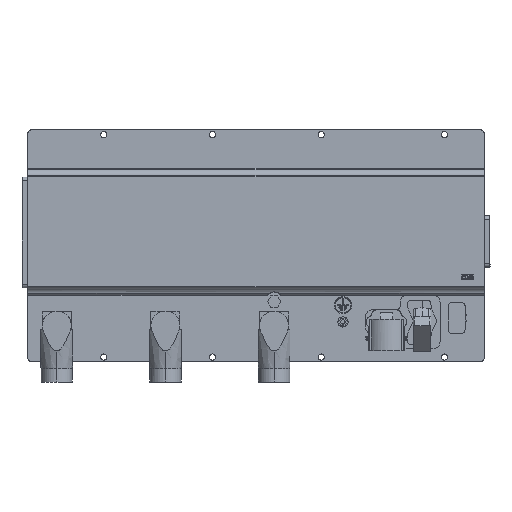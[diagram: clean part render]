
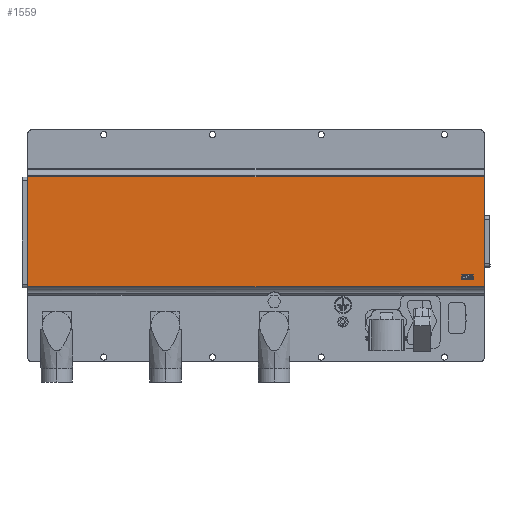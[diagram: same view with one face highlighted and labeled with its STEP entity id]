
A CAD part, front view. The second image highlights one B-rep face of the part: STEP entity #1559.
In plain terms, the highlighted face is planar.
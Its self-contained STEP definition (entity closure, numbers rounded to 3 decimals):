
#603 = LINE ( 'NONE', #7742, #7447 ) ;
#768 = EDGE_CURVE ( 'NONE', #6395, #1640, #603, .T. ) ;
#1559 = ADVANCED_FACE ( 'NONE', ( #12551 ), #16507, .T. ) ;
#1621 = LINE ( 'NONE', #17393, #3809 ) ;
#1640 = VERTEX_POINT ( 'NONE', #18347 ) ;
#1753 = VECTOR ( 'NONE', #19350, 1000. ) ;
#2305 = CARTESIAN_POINT ( 'NONE',  ( 630., 218., -1.1 ) ) ;
#2416 = LINE ( 'NONE', #4162, #6878 ) ;
#2899 = CARTESIAN_POINT ( 'NONE',  ( 0., 64.871, -1.1 ) ) ;
#3438 = EDGE_CURVE ( 'NONE', #5215, #20473, #1621, .T. ) ;
#3809 = VECTOR ( 'NONE', #15775, 1000. ) ;
#3822 = CARTESIAN_POINT ( 'NONE',  ( 0., 186.679, -1.1 ) ) ;
#4134 = CARTESIAN_POINT ( 'NONE',  ( 630., 215.179, -1.1 ) ) ;
#4162 = CARTESIAN_POINT ( 'NONE',  ( 1100., 64.871, -1.1 ) ) ;
#4164 = LINE ( 'NONE', #2305, #12156 ) ;
#4257 = ORIENTED_EDGE ( 'NONE', *, *, #15356, .F. ) ;
#4774 = LINE ( 'NONE', #10057, #6732 ) ;
#5215 = VERTEX_POINT ( 'NONE', #20350 ) ;
#5325 = VECTOR ( 'NONE', #22344, 1000. ) ;
#5386 = VERTEX_POINT ( 'NONE', #12078 ) ;
#5608 = EDGE_CURVE ( 'NONE', #1640, #12316, #5836, .T. ) ;
#5836 = LINE ( 'NONE', #21511, #11781 ) ;
#6186 = DIRECTION ( 'NONE',  ( 1., 0., 0. ) ) ;
#6216 = LINE ( 'NONE', #18819, #5325 ) ;
#6395 = VERTEX_POINT ( 'NONE', #3822 ) ;
#6732 = VECTOR ( 'NONE', #6186, 1000. ) ;
#6878 = VECTOR ( 'NONE', #7802, 1000. ) ;
#7211 = LINE ( 'NONE', #14357, #1753 ) ;
#7447 = VECTOR ( 'NONE', #21989, 1000. ) ;
#7742 = CARTESIAN_POINT ( 'NONE',  ( 0., 118.5, -1.1 ) ) ;
#7802 = DIRECTION ( 'NONE',  ( -1., 0., 0. ) ) ;
#8654 = VERTEX_POINT ( 'NONE', #17744 ) ;
#10057 = CARTESIAN_POINT ( 'NONE',  ( 1100., 216.129, -1.1 ) ) ;
#11012 = EDGE_CURVE ( 'NONE', #5386, #6395, #7211, .T. ) ;
#11781 = VECTOR ( 'NONE', #21960, 1000. ) ;
#12078 = CARTESIAN_POINT ( 'NONE',  ( 0., 216.129, -1.1 ) ) ;
#12156 = VECTOR ( 'NONE', #18520, 1000. ) ;
#12316 = VERTEX_POINT ( 'NONE', #2899 ) ;
#12551 = FACE_OUTER_BOUND ( 'NONE', #13424, .T. ) ;
#13424 = EDGE_LOOP ( 'NONE', ( #17976, #15051, #4257, #13512, #19727, #14717, #13814, #19786 ) ) ;
#13512 = ORIENTED_EDGE ( 'NONE', *, *, #11012, .T. ) ;
#13814 = ORIENTED_EDGE ( 'NONE', *, *, #18227, .F. ) ;
#14357 = CARTESIAN_POINT ( 'NONE',  ( 0., 218., -1.1 ) ) ;
#14717 = ORIENTED_EDGE ( 'NONE', *, *, #5608, .T. ) ;
#14760 = CARTESIAN_POINT ( 'NONE',  ( 0., 0., -1.1 ) ) ;
#15051 = ORIENTED_EDGE ( 'NONE', *, *, #19152, .T. ) ;
#15356 = EDGE_CURVE ( 'NONE', #5386, #8654, #4774, .T. ) ;
#15775 = DIRECTION ( 'NONE',  ( 0., 1., 0. ) ) ;
#16507 = PLANE ( 'NONE',  #20925 ) ;
#17393 = CARTESIAN_POINT ( 'NONE',  ( 630., 218., -1.1 ) ) ;
#17744 = CARTESIAN_POINT ( 'NONE',  ( 630., 216.129, -1.1 ) ) ;
#17976 = ORIENTED_EDGE ( 'NONE', *, *, #21266, .T. ) ;
#18227 = EDGE_CURVE ( 'NONE', #5215, #12316, #2416, .T. ) ;
#18347 = CARTESIAN_POINT ( 'NONE',  ( 0., 121.321, -1.1 ) ) ;
#18520 = DIRECTION ( 'NONE',  ( 0., 1., 0. ) ) ;
#18743 = VERTEX_POINT ( 'NONE', #4134 ) ;
#18819 = CARTESIAN_POINT ( 'NONE',  ( 630., 218., -1.1 ) ) ;
#19152 = EDGE_CURVE ( 'NONE', #18743, #8654, #4164, .T. ) ;
#19350 = DIRECTION ( 'NONE',  ( 0., -1., 0. ) ) ;
#19645 = DIRECTION ( 'NONE',  ( 0., 1., 0. ) ) ;
#19727 = ORIENTED_EDGE ( 'NONE', *, *, #768, .T. ) ;
#19786 = ORIENTED_EDGE ( 'NONE', *, *, #3438, .T. ) ;
#20350 = CARTESIAN_POINT ( 'NONE',  ( 630., 64.871, -1.1 ) ) ;
#20473 = VERTEX_POINT ( 'NONE', #20878 ) ;
#20878 = CARTESIAN_POINT ( 'NONE',  ( 630., 67.821, -1.1 ) ) ;
#20925 = AXIS2_PLACEMENT_3D ( 'NONE', #14760, #21642, #19645 ) ;
#21266 = EDGE_CURVE ( 'NONE', #20473, #18743, #6216, .T. ) ;
#21511 = CARTESIAN_POINT ( 'NONE',  ( 0., 218., -1.1 ) ) ;
#21642 = DIRECTION ( 'NONE',  ( 0., 0., 1. ) ) ;
#21960 = DIRECTION ( 'NONE',  ( 0., -1., 0. ) ) ;
#21989 = DIRECTION ( 'NONE',  ( 0., -1., 0. ) ) ;
#22344 = DIRECTION ( 'NONE',  ( 0., 1., 0. ) ) ;
